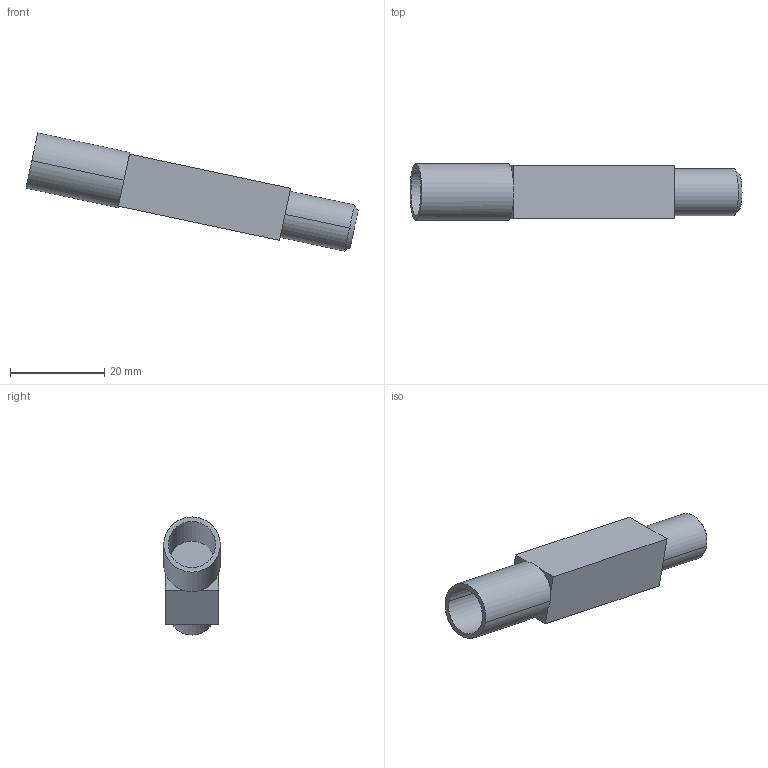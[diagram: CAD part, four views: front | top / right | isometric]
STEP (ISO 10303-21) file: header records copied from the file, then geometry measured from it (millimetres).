
FILE_DESCRIPTION(('CATIA V5 STEP Exchange'),'2;1');
FILE_NAME('Manchon palonnier.stp','2019-03-02T16:20:23+00:00',('none'),('none'),'CATIA Version 5 Release 19 GA (IN-10)','CATIA V5 STEP AP203','none');
FILE_SCHEMA(('CONFIG_CONTROL_DESIGN'));
Length unit declared in the file: millimetre
Products named in the file (1): Manchon palonnier
Bounding box: 70.55 x 12 x 25.11 mm (x, y, z)
Volume: 6334.6 mm3; surface area: 3681.1 mm2
Topology: 1 solids, 1 shells, 24 faces, 50 edges, 30 vertices
Faces by surface type: plane 16, cylinder 6, cone 2
Entity records: 601 total; most frequent: ORIENTED_EDGE 100, CARTESIAN_POINT 94, DIRECTION 76, EDGE_CURVE 50, AXIS2_PLACEMENT_3D 36, VERTEX_POINT 30, VECTOR 28, LINE 28
